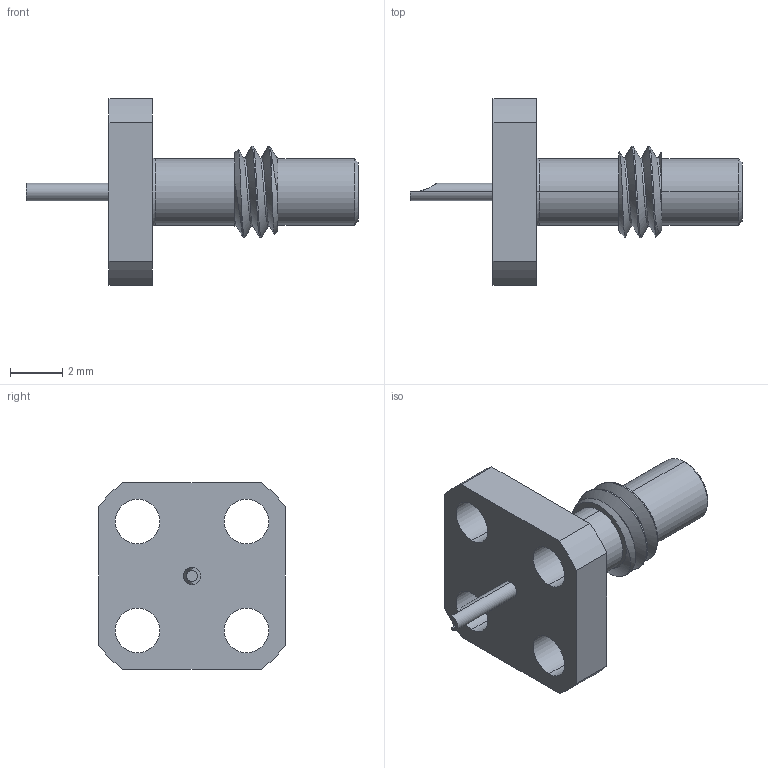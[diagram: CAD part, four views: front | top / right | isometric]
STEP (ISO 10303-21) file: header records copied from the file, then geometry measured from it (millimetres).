
FILE_DESCRIPTION (( 'STEP AP203' ), '1' );
FILE_NAME ('FMCN1276.step', '2018-06-20T23:05:02', ( '' ), ( '' ), 'SwSTEP 2.0', 'SolidWorks 2017', '' );
FILE_SCHEMA (( 'CONFIG_CONTROL_DESIGN' ));
Length unit declared in the file: inch
Products named in the file (1): FMCN1276
Bounding box: 12.7 x 7.14 x 7.14 mm (x, y, z)
Volume: 107.2 mm3; surface area: 262.6 mm2
Topology: 1 solids, 1 shells, 60 faces, 144 edges, 94 vertices
Faces by surface type: cylinder 34, plane 15, cone 6, bspline 3, torus 2
Entity records: 2320 total; most frequent: CARTESIAN_POINT 838, DIRECTION 298, ORIENTED_EDGE 288, EDGE_CURVE 144, AXIS2_PLACEMENT_3D 124, VERTEX_POINT 94, EDGE_LOOP 76, CIRCLE 66
